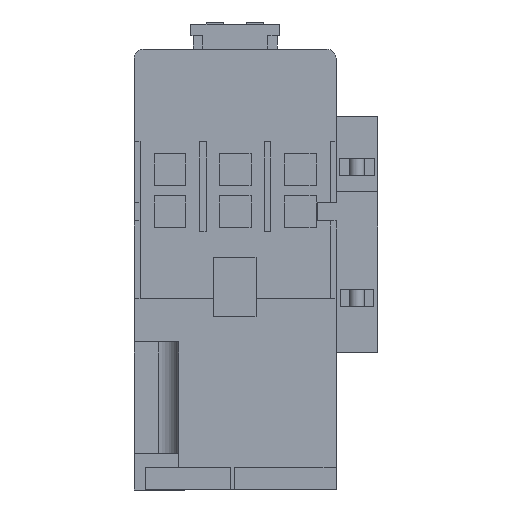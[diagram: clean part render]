
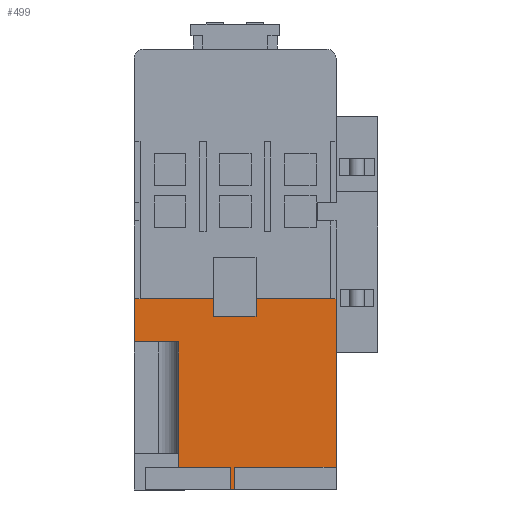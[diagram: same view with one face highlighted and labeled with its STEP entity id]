
A CAD part, front view. The second image highlights one B-rep face of the part: STEP entity #499.
In plain terms, the highlighted planar face has unit normal (0, -1, 0).
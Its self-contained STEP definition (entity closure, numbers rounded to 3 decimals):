
#499=ADVANCED_FACE('',(#1443),#992,.T.);
#992=PLANE('',#9366);
#1443=FACE_OUTER_BOUND('',#1893,.T.);
#1893=EDGE_LOOP('',(#2724,#2725,#2726,#2727,#2728,#2729,#2730,#2731,#2732,
#2733,#2734,#2735,#2736,#2737,#2738,#2739,#2740,#2741,#2742,#2743,#2744,
#2745,#2746,#2747,#2748,#2749,#2750,#2751,#2752,#2753));
#2724=ORIENTED_EDGE('',*,*,#6089,.F.);
#2725=ORIENTED_EDGE('',*,*,#6090,.T.);
#2726=ORIENTED_EDGE('',*,*,#6091,.T.);
#2727=ORIENTED_EDGE('',*,*,#6047,.T.);
#2728=ORIENTED_EDGE('',*,*,#6092,.T.);
#2729=ORIENTED_EDGE('',*,*,#6093,.T.);
#2730=ORIENTED_EDGE('',*,*,#6094,.F.);
#2731=ORIENTED_EDGE('',*,*,#6058,.T.);
#2732=ORIENTED_EDGE('',*,*,#6095,.T.);
#2733=ORIENTED_EDGE('',*,*,#6096,.T.);
#2734=ORIENTED_EDGE('',*,*,#6097,.F.);
#2735=ORIENTED_EDGE('',*,*,#6054,.T.);
#2736=ORIENTED_EDGE('',*,*,#6098,.T.);
#2737=ORIENTED_EDGE('',*,*,#6099,.T.);
#2738=ORIENTED_EDGE('',*,*,#6100,.F.);
#2739=ORIENTED_EDGE('',*,*,#6037,.F.);
#2740=ORIENTED_EDGE('',*,*,#6101,.T.);
#2741=ORIENTED_EDGE('',*,*,#6102,.T.);
#2742=ORIENTED_EDGE('',*,*,#5853,.T.);
#2743=ORIENTED_EDGE('',*,*,#6103,.T.);
#2744=ORIENTED_EDGE('',*,*,#6104,.F.);
#2745=ORIENTED_EDGE('',*,*,#6105,.F.);
#2746=ORIENTED_EDGE('',*,*,#6106,.F.);
#2747=ORIENTED_EDGE('',*,*,#6107,.F.);
#2748=ORIENTED_EDGE('',*,*,#6108,.F.);
#2749=ORIENTED_EDGE('',*,*,#5878,.F.);
#2750=ORIENTED_EDGE('',*,*,#6109,.F.);
#2751=ORIENTED_EDGE('',*,*,#6110,.T.);
#2752=ORIENTED_EDGE('',*,*,#6111,.T.);
#2753=ORIENTED_EDGE('',*,*,#6041,.T.);
#4993=VERTEX_POINT('',#12419);
#4994=VERTEX_POINT('',#12421);
#5018=VERTEX_POINT('',#12470);
#5019=VERTEX_POINT('',#12472);
#5156=VERTEX_POINT('',#12788);
#5157=VERTEX_POINT('',#12789);
#5160=VERTEX_POINT('',#12796);
#5161=VERTEX_POINT('',#12797);
#5164=VERTEX_POINT('',#12805);
#5165=VERTEX_POINT('',#12807);
#5171=VERTEX_POINT('',#12820);
#5172=VERTEX_POINT('',#12821);
#5175=VERTEX_POINT('',#12828);
#5176=VERTEX_POINT('',#12829);
#5180=VERTEX_POINT('',#12839);
#5199=VERTEX_POINT('',#12886);
#5200=VERTEX_POINT('',#12888);
#5201=VERTEX_POINT('',#12891);
#5202=VERTEX_POINT('',#12893);
#5203=VERTEX_POINT('',#12896);
#5204=VERTEX_POINT('',#12898);
#5205=VERTEX_POINT('',#12901);
#5206=VERTEX_POINT('',#12903);
#5207=VERTEX_POINT('',#12906);
#5208=VERTEX_POINT('',#12909);
#5209=VERTEX_POINT('',#12911);
#5210=VERTEX_POINT('',#12913);
#5211=VERTEX_POINT('',#12915);
#5212=VERTEX_POINT('',#12917);
#5213=VERTEX_POINT('',#12920);
#5853=EDGE_CURVE('',#4994,#4993,#7120,.T.);
#5878=EDGE_CURVE('',#5018,#5019,#7145,.T.);
#6037=EDGE_CURVE('',#5156,#5157,#7295,.T.);
#6041=EDGE_CURVE('',#5160,#5161,#7299,.T.);
#6047=EDGE_CURVE('',#5165,#5164,#7305,.T.);
#6054=EDGE_CURVE('',#5171,#5172,#7312,.T.);
#6058=EDGE_CURVE('',#5175,#5176,#7316,.T.);
#6089=EDGE_CURVE('',#5199,#5161,#7344,.T.);
#6090=EDGE_CURVE('',#5199,#5200,#7345,.T.);
#6091=EDGE_CURVE('',#5200,#5165,#7346,.T.);
#6092=EDGE_CURVE('',#5164,#5201,#7347,.T.);
#6093=EDGE_CURVE('',#5201,#5202,#7348,.T.);
#6094=EDGE_CURVE('',#5175,#5202,#7349,.T.);
#6095=EDGE_CURVE('',#5176,#5203,#7350,.T.);
#6096=EDGE_CURVE('',#5203,#5204,#7351,.T.);
#6097=EDGE_CURVE('',#5171,#5204,#7352,.T.);
#6098=EDGE_CURVE('',#5172,#5205,#7353,.T.);
#6099=EDGE_CURVE('',#5205,#5206,#7354,.T.);
#6100=EDGE_CURVE('',#5157,#5206,#7355,.T.);
#6101=EDGE_CURVE('',#5156,#5207,#7356,.T.);
#6102=EDGE_CURVE('',#5207,#4994,#7357,.T.);
#6103=EDGE_CURVE('',#4993,#5208,#7358,.T.);
#6104=EDGE_CURVE('',#5209,#5208,#7359,.T.);
#6105=EDGE_CURVE('',#5210,#5209,#7360,.T.);
#6106=EDGE_CURVE('',#5211,#5210,#7361,.T.);
#6107=EDGE_CURVE('',#5212,#5211,#7362,.T.);
#6108=EDGE_CURVE('',#5019,#5212,#7363,.T.);
#6109=EDGE_CURVE('',#5213,#5018,#7364,.T.);
#6110=EDGE_CURVE('',#5213,#5180,#7365,.T.);
#6111=EDGE_CURVE('',#5180,#5160,#7366,.T.);
#7120=LINE('',#12420,#8231);
#7145=LINE('',#12471,#8256);
#7295=LINE('',#12787,#8406);
#7299=LINE('',#12795,#8410);
#7305=LINE('',#12806,#8416);
#7312=LINE('',#12819,#8423);
#7316=LINE('',#12827,#8427);
#7344=LINE('',#12885,#8455);
#7345=LINE('',#12887,#8456);
#7346=LINE('',#12889,#8457);
#7347=LINE('',#12890,#8458);
#7348=LINE('',#12892,#8459);
#7349=LINE('',#12894,#8460);
#7350=LINE('',#12895,#8461);
#7351=LINE('',#12897,#8462);
#7352=LINE('',#12899,#8463);
#7353=LINE('',#12900,#8464);
#7354=LINE('',#12902,#8465);
#7355=LINE('',#12904,#8466);
#7356=LINE('',#12905,#8467);
#7357=LINE('',#12907,#8468);
#7358=LINE('',#12908,#8469);
#7359=LINE('',#12910,#8470);
#7360=LINE('',#12912,#8471);
#7361=LINE('',#12914,#8472);
#7362=LINE('',#12916,#8473);
#7363=LINE('',#12918,#8474);
#7364=LINE('',#12919,#8475);
#7365=LINE('',#12921,#8476);
#7366=LINE('',#12922,#8477);
#8231=VECTOR('',#9996,1.);
#8256=VECTOR('',#10023,1.);
#8406=VECTOR('',#10231,1.);
#8410=VECTOR('',#10235,1.);
#8416=VECTOR('',#10241,1.);
#8423=VECTOR('',#10248,1.);
#8427=VECTOR('',#10252,1.);
#8455=VECTOR('',#10292,1.);
#8456=VECTOR('',#10293,1.);
#8457=VECTOR('',#10294,1.);
#8458=VECTOR('',#10295,1.);
#8459=VECTOR('',#10296,1.);
#8460=VECTOR('',#10297,1.);
#8461=VECTOR('',#10298,1.);
#8462=VECTOR('',#10299,1.);
#8463=VECTOR('',#10300,1.);
#8464=VECTOR('',#10301,1.);
#8465=VECTOR('',#10302,1.);
#8466=VECTOR('',#10303,1.);
#8467=VECTOR('',#10304,1.);
#8468=VECTOR('',#10305,1.);
#8469=VECTOR('',#10306,1.);
#8470=VECTOR('',#10307,1.);
#8471=VECTOR('',#10308,1.);
#8472=VECTOR('',#10309,1.);
#8473=VECTOR('',#10310,1.);
#8474=VECTOR('',#10311,1.);
#8475=VECTOR('',#10312,1.);
#8476=VECTOR('',#10313,1.);
#8477=VECTOR('',#10314,1.);
#9366=AXIS2_PLACEMENT_3D('',#12923,#10315,#10316);
#9996=DIRECTION('',(0.,0.,1.));
#10023=DIRECTION('',(0.,0.,1.));
#10231=DIRECTION('',(-1.,0.,0.));
#10235=DIRECTION('',(1.,0.,0.));
#10241=DIRECTION('',(1.,0.,0.));
#10248=DIRECTION('',(1.,0.,0.));
#10252=DIRECTION('',(1.,0.,0.));
#10292=DIRECTION('',(0.,0.,-1.));
#10293=DIRECTION('',(1.,0.,0.));
#10294=DIRECTION('',(0.,0.,-1.));
#10295=DIRECTION('',(0.,0.,1.));
#10296=DIRECTION('',(1.,0.,0.));
#10297=DIRECTION('',(0.,0.,1.));
#10298=DIRECTION('',(0.,0.,1.));
#10299=DIRECTION('',(1.,0.,0.));
#10300=DIRECTION('',(0.,0.,1.));
#10301=DIRECTION('',(0.,0.,1.));
#10302=DIRECTION('',(1.,0.,0.));
#10303=DIRECTION('',(0.,0.,1.));
#10304=DIRECTION('',(0.,0.,1.));
#10305=DIRECTION('',(1.,0.,0.));
#10306=DIRECTION('',(0.,0.,1.));
#10307=DIRECTION('',(1.,0.,0.));
#10308=DIRECTION('',(0.,0.,1.));
#10309=DIRECTION('',(1.,0.,0.));
#10310=DIRECTION('',(0.,0.,-1.));
#10311=DIRECTION('',(1.,0.,0.));
#10312=DIRECTION('',(-1.,0.,0.));
#10313=DIRECTION('',(0.,0.,-1.));
#10314=DIRECTION('',(0.,0.,-1.));
#10315=DIRECTION('',(0.,-1.,0.));
#10316=DIRECTION('',(0.,0.,1.));
#12419=CARTESIAN_POINT('',(22.3,-31.3,25.35));
#12420=CARTESIAN_POINT('',(22.3,-31.3,0.));
#12421=CARTESIAN_POINT('',(22.3,-31.3,0.));
#12470=CARTESIAN_POINT('',(-22.3,-31.3,27.75));
#12471=CARTESIAN_POINT('',(-22.3,-31.3,0.));
#12472=CARTESIAN_POINT('',(-22.3,-31.3,37.3));
#12787=CARTESIAN_POINT('',(20.7,-31.3,-5.));
#12788=CARTESIAN_POINT('',(20.7,-31.3,-5.));
#12789=CARTESIAN_POINT('',(15.3,-31.3,-5.));
#12795=CARTESIAN_POINT('',(-22.3,-31.3,-5.));
#12796=CARTESIAN_POINT('',(-12.5,-31.3,-5.));
#12797=CARTESIAN_POINT('',(-9.8,-31.3,-5.));
#12805=CARTESIAN_POINT('',(-0.1,-31.3,-5.));
#12806=CARTESIAN_POINT('',(-22.3,-31.3,-5.));
#12807=CARTESIAN_POINT('',(-1.,-31.3,-5.));
#12819=CARTESIAN_POINT('',(8.4,-31.3,-5.));
#12820=CARTESIAN_POINT('',(8.4,-31.3,-5.));
#12821=CARTESIAN_POINT('',(13.8,-31.3,-5.));
#12827=CARTESIAN_POINT('',(1.5,-31.3,-5.));
#12828=CARTESIAN_POINT('',(1.5,-31.3,-5.));
#12829=CARTESIAN_POINT('',(6.9,-31.3,-5.));
#12839=CARTESIAN_POINT('',(-12.5,-31.3,3.));
#12885=CARTESIAN_POINT('',(-9.8,-31.3,0.));
#12886=CARTESIAN_POINT('',(-9.8,-31.3,0.));
#12887=CARTESIAN_POINT('',(-9.8,-31.3,0.));
#12888=CARTESIAN_POINT('',(-1.,-31.3,0.));
#12889=CARTESIAN_POINT('',(-1.,-31.3,0.));
#12890=CARTESIAN_POINT('',(-0.1,-31.3,-5.5));
#12891=CARTESIAN_POINT('',(-0.1,-31.3,0.));
#12892=CARTESIAN_POINT('',(-22.3,-31.3,0.));
#12893=CARTESIAN_POINT('',(1.5,-31.3,0.));
#12894=CARTESIAN_POINT('',(1.5,-31.3,-5.5));
#12895=CARTESIAN_POINT('',(6.9,-31.3,-5.5));
#12896=CARTESIAN_POINT('',(6.9,-31.3,0.));
#12897=CARTESIAN_POINT('',(-22.3,-31.3,0.));
#12898=CARTESIAN_POINT('',(8.4,-31.3,0.));
#12899=CARTESIAN_POINT('',(8.4,-31.3,-5.5));
#12900=CARTESIAN_POINT('',(13.8,-31.3,-5.5));
#12901=CARTESIAN_POINT('',(13.8,-31.3,0.));
#12902=CARTESIAN_POINT('',(-22.3,-31.3,0.));
#12903=CARTESIAN_POINT('',(15.3,-31.3,0.));
#12904=CARTESIAN_POINT('',(15.3,-31.3,-5.5));
#12905=CARTESIAN_POINT('',(20.7,-31.3,-5.5));
#12906=CARTESIAN_POINT('',(20.7,-31.3,0.));
#12907=CARTESIAN_POINT('',(-22.3,-31.3,0.));
#12908=CARTESIAN_POINT('',(22.3,-31.3,0.));
#12909=CARTESIAN_POINT('',(22.3,-31.3,37.3));
#12910=CARTESIAN_POINT('',(-22.3,-31.3,37.3));
#12911=CARTESIAN_POINT('',(4.6,-31.3,37.3));
#12912=CARTESIAN_POINT('',(4.6,-31.3,33.441));
#12913=CARTESIAN_POINT('',(4.6,-31.3,33.441));
#12914=CARTESIAN_POINT('',(-4.8,-31.3,33.441));
#12915=CARTESIAN_POINT('',(-4.8,-31.3,33.441));
#12916=CARTESIAN_POINT('',(-4.8,-31.3,46.5));
#12917=CARTESIAN_POINT('',(-4.8,-31.3,37.3));
#12918=CARTESIAN_POINT('',(-22.3,-31.3,37.3));
#12919=CARTESIAN_POINT('',(-12.5,-31.3,27.75));
#12920=CARTESIAN_POINT('',(-12.5,-31.3,27.75));
#12921=CARTESIAN_POINT('',(-12.5,-31.3,27.75));
#12922=CARTESIAN_POINT('',(-12.5,-31.3,3.));
#12923=CARTESIAN_POINT('',(-22.3,-31.3,0.));
